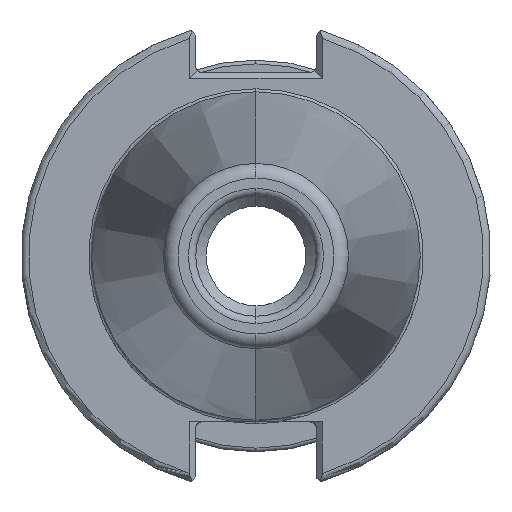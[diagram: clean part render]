
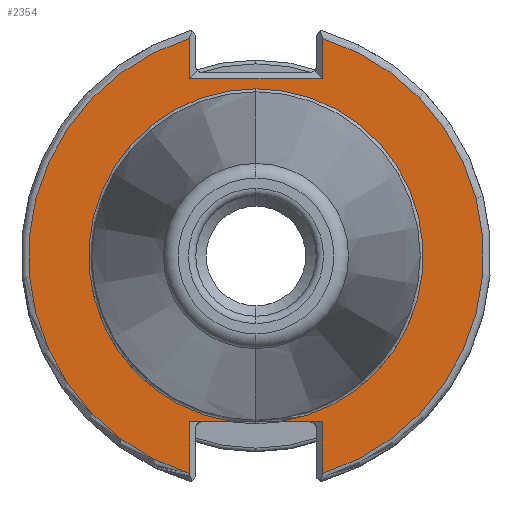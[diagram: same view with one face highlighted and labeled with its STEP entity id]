
A CAD part, left-side view. The second image highlights one B-rep face of the part: STEP entity #2354.
In plain terms, the highlighted planar face has unit normal (-1, 0, 0).
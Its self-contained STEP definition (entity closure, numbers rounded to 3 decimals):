
#2 = VERTEX_POINT ( 'NONE', #3844 ) ;
#44 = VECTOR ( 'NONE', #323, 1000. ) ;
#47 = AXIS2_PLACEMENT_3D ( 'NONE', #1796, #4568, #2195 ) ;
#125 = CARTESIAN_POINT ( 'NONE',  ( -96.82, 0., 0. ) ) ;
#171 = EDGE_CURVE ( 'NONE', #4351, #849, #3400, .T. ) ;
#228 = CARTESIAN_POINT ( 'NONE',  ( -96.82, -3.112, -22.41 ) ) ;
#282 = DIRECTION ( 'NONE',  ( 0., 0., 1. ) ) ;
#312 = CARTESIAN_POINT ( 'NONE',  ( -96.82, 0., 22.625 ) ) ;
#314 = ORIENTED_EDGE ( 'NONE', *, *, #1970, .F. ) ;
#323 = DIRECTION ( 'NONE',  ( 0., 1., 0. ) ) ;
#330 = EDGE_CURVE ( 'NONE', #849, #4406, #1169, .T. ) ;
#356 = CARTESIAN_POINT ( 'NONE',  ( -96.82, 8.99, -29.433 ) ) ;
#477 = ORIENTED_EDGE ( 'NONE', *, *, #864, .T. ) ;
#478 = DIRECTION ( 'NONE',  ( 0., 0., -1. ) ) ;
#517 = EDGE_CURVE ( 'NONE', #4406, #3507, #4255, .T. ) ;
#523 = DIRECTION ( 'NONE',  ( 0., 0., -1. ) ) ;
#525 = EDGE_CURVE ( 'NONE', #3599, #4351, #3339, .T. ) ;
#556 = EDGE_CURVE ( 'NONE', #2, #3599, #1097, .T. ) ;
#642 = EDGE_CURVE ( 'NONE', #3560, #2, #3870, .T. ) ;
#676 = EDGE_CURVE ( 'NONE', #3507, #4971, #2588, .T. ) ;
#681 = AXIS2_PLACEMENT_3D ( 'NONE', #125, #2902, #523 ) ;
#713 = CIRCLE ( 'NONE', #4336, 22.625 ) ;
#717 = DIRECTION ( 'NONE',  ( 0., 0., 1. ) ) ;
#751 = EDGE_CURVE ( 'NONE', #4154, #3560, #3636, .T. ) ;
#772 = CARTESIAN_POINT ( 'NONE',  ( -96.82, 3.112, -22.41 ) ) ;
#820 = ORIENTED_EDGE ( 'NONE', *, *, #517, .T. ) ;
#849 = VERTEX_POINT ( 'NONE', #1099 ) ;
#864 = EDGE_CURVE ( 'NONE', #1000, #4154, #2463, .T. ) ;
#894 = CARTESIAN_POINT ( 'NONE',  ( -96.82, -8.99, 0. ) ) ;
#979 = CARTESIAN_POINT ( 'NONE',  ( -96.82, -8.99, -29.433 ) ) ;
#1000 = VERTEX_POINT ( 'NONE', #228 ) ;
#1097 = LINE ( 'NONE', #5082, #3077 ) ;
#1099 = CARTESIAN_POINT ( 'NONE',  ( -96.82, 8.99, 29.433 ) ) ;
#1169 = CIRCLE ( 'NONE', #47, 30.775 ) ;
#1218 = DIRECTION ( 'NONE',  ( 0., 0., 1. ) ) ;
#1235 = CARTESIAN_POINT ( 'NONE',  ( -96.82, 0., 0. ) ) ;
#1270 = DIRECTION ( 'NONE',  ( 0., -1., 0. ) ) ;
#1448 = CARTESIAN_POINT ( 'NONE',  ( -96.82, 0., 0. ) ) ;
#1496 = ORIENTED_EDGE ( 'NONE', *, *, #751, .T. ) ;
#1621 = DIRECTION ( 'NONE',  ( 0., 0., -1. ) ) ;
#1635 = ORIENTED_EDGE ( 'NONE', *, *, #525, .T. ) ;
#1796 = CARTESIAN_POINT ( 'NONE',  ( -96.82, 0., 0. ) ) ;
#1808 = AXIS2_PLACEMENT_3D ( 'NONE', #1235, #3988, #1621 ) ;
#1857 = DIRECTION ( 'NONE',  ( 0., 0., 1. ) ) ;
#1970 = EDGE_CURVE ( 'NONE', #3256, #4971, #713, .T. ) ;
#2009 = EDGE_CURVE ( 'NONE', #1000, #3256, #4800, .T. ) ;
#2020 = CARTESIAN_POINT ( 'NONE',  ( -96.82, -8.19, -22.41 ) ) ;
#2195 = DIRECTION ( 'NONE',  ( 0., 0., -1. ) ) ;
#2302 = CARTESIAN_POINT ( 'NONE',  ( -96.82, 0., 24. ) ) ;
#2354 = ADVANCED_FACE ( 'NONE', ( #3228 ), #2496, .F. ) ;
#2403 = ORIENTED_EDGE ( 'NONE', *, *, #556, .T. ) ;
#2416 = DIRECTION ( 'NONE',  ( 0., -1., 0. ) ) ;
#2463 = LINE ( 'NONE', #4300, #3141 ) ;
#2496 = PLANE ( 'NONE',  #681 ) ;
#2588 = LINE ( 'NONE', #2020, #2705 ) ;
#2668 = DIRECTION ( 'NONE',  ( -1., 0., 0. ) ) ;
#2705 = VECTOR ( 'NONE', #2416, 1000. ) ;
#2855 = ORIENTED_EDGE ( 'NONE', *, *, #2009, .F. ) ;
#2902 = DIRECTION ( 'NONE',  ( 1., 0., 0. ) ) ;
#2964 = CARTESIAN_POINT ( 'NONE',  ( -96.82, -8.99, 24. ) ) ;
#3077 = VECTOR ( 'NONE', #3893, 1000. ) ;
#3100 = CARTESIAN_POINT ( 'NONE',  ( -96.82, 8.99, 24. ) ) ;
#3141 = VECTOR ( 'NONE', #1270, 1000. ) ;
#3217 = VECTOR ( 'NONE', #717, 1000. ) ;
#3228 = FACE_OUTER_BOUND ( 'NONE', #4585, .T. ) ;
#3256 = VERTEX_POINT ( 'NONE', #312 ) ;
#3339 = LINE ( 'NONE', #2302, #44 ) ;
#3367 = ORIENTED_EDGE ( 'NONE', *, *, #330, .T. ) ;
#3400 = LINE ( 'NONE', #3978, #4450 ) ;
#3506 = VECTOR ( 'NONE', #478, 1000. ) ;
#3507 = VERTEX_POINT ( 'NONE', #3683 ) ;
#3560 = VERTEX_POINT ( 'NONE', #979 ) ;
#3599 = VERTEX_POINT ( 'NONE', #2964 ) ;
#3636 = LINE ( 'NONE', #894, #3506 ) ;
#3651 = ORIENTED_EDGE ( 'NONE', *, *, #171, .T. ) ;
#3683 = CARTESIAN_POINT ( 'NONE',  ( -96.82, 8.99, -22.41 ) ) ;
#3844 = CARTESIAN_POINT ( 'NONE',  ( -96.82, -8.99, 29.433 ) ) ;
#3870 = CIRCLE ( 'NONE', #1808, 30.775 ) ;
#3893 = DIRECTION ( 'NONE',  ( 0., 0., -1. ) ) ;
#3978 = CARTESIAN_POINT ( 'NONE',  ( -96.82, 8.99, 30.701 ) ) ;
#3988 = DIRECTION ( 'NONE',  ( -1., 0., 0. ) ) ;
#4154 = VERTEX_POINT ( 'NONE', #4167 ) ;
#4167 = CARTESIAN_POINT ( 'NONE',  ( -96.82, -8.99, -22.41 ) ) ;
#4230 = DIRECTION ( 'NONE',  ( -1., 0., 0. ) ) ;
#4255 = LINE ( 'NONE', #4661, #3217 ) ;
#4300 = CARTESIAN_POINT ( 'NONE',  ( -96.82, -8.19, -22.41 ) ) ;
#4336 = AXIS2_PLACEMENT_3D ( 'NONE', #1448, #4230, #1857 ) ;
#4351 = VERTEX_POINT ( 'NONE', #3100 ) ;
#4406 = VERTEX_POINT ( 'NONE', #356 ) ;
#4450 = VECTOR ( 'NONE', #1218, 1000. ) ;
#4568 = DIRECTION ( 'NONE',  ( -1., 0., 0. ) ) ;
#4585 = EDGE_LOOP ( 'NONE', ( #3651, #3367, #820, #5046, #314, #2855, #477, #1496, #5065, #2403, #1635 ) ) ;
#4661 = CARTESIAN_POINT ( 'NONE',  ( -96.82, 8.99, 0. ) ) ;
#4800 = CIRCLE ( 'NONE', #5118, 22.625 ) ;
#4971 = VERTEX_POINT ( 'NONE', #772 ) ;
#5025 = CARTESIAN_POINT ( 'NONE',  ( -96.82, 0., 0. ) ) ;
#5046 = ORIENTED_EDGE ( 'NONE', *, *, #676, .T. ) ;
#5065 = ORIENTED_EDGE ( 'NONE', *, *, #642, .T. ) ;
#5082 = CARTESIAN_POINT ( 'NONE',  ( -96.82, -8.99, 24.8 ) ) ;
#5118 = AXIS2_PLACEMENT_3D ( 'NONE', #5025, #2668, #282 ) ;
